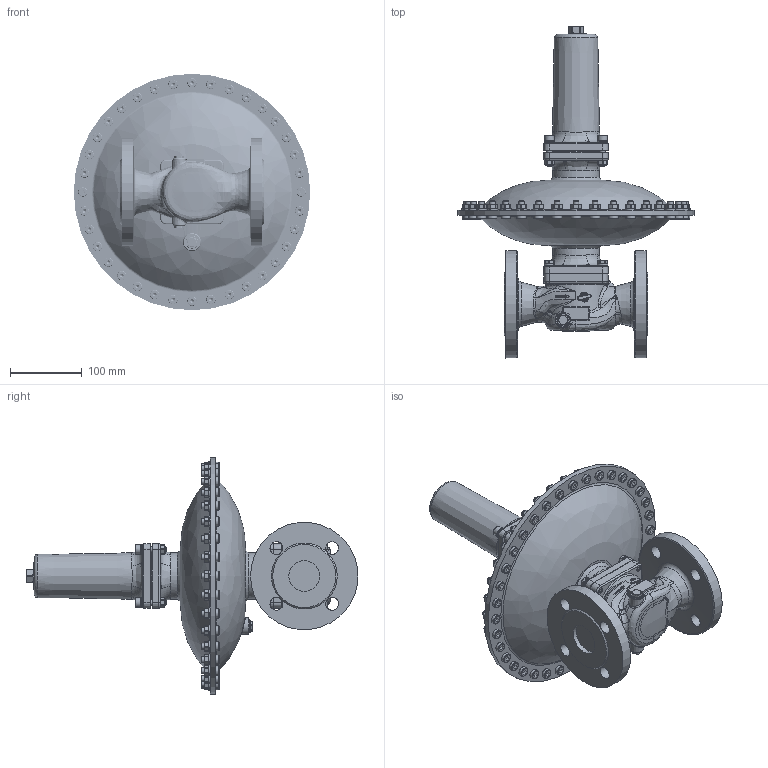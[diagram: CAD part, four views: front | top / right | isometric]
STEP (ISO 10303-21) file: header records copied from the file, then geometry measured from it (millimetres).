
FILE_DESCRIPTION(/* description */ (''),/* implementation_level */ '2;1');
FILE_NAME(/* name */ '084306-56380.stp',/* time_stamp */ '2023-12-12T09:33:23+01:00',/* author */ ('junkers'),/* organization */ (''),/* preprocessor_version */ 'ST-DEVELOPER v19.2',/* originating_system */ 'Autodesk Inventor 2023',/* authorisation */ '');
FILE_SCHEMA (('AUTOMOTIVE_DESIGN { 1 0 10303 214 3 1 1 }'));
Products named in the file (1): 084306-56380-step
Bounding box: 330 x 463.57 x 330 mm (x, y, z)
Volume: 6135180.9 mm3; surface area: 459854.2 mm2
Topology: 1 solids, 2 shells, 3245 faces, 8657 edges, 5523 vertices
Faces by surface type: plane 1128, cylinder 860, cone 750, bspline 361, torus 141, sphere 5
Full cylindrical faces by diameter (mm): 3 x1, 6.647 x4, 8 x82, 8.5 x12, 9 x72, 10 x4, 10.106 x1, 13 x40, 18 x11, 20 x1, 23 x1, 43.1 x2, 83.4 x3, 150 x2, 330 x1
Entity records: 135536 total; most frequent: CARTESIAN_POINT 60167, ORIENTED_EDGE 17284, DIRECTION 14605, EDGE_CURVE 8642, AXIS2_PLACEMENT_3D 6168, VERTEX_POINT 5523, EDGE_LOOP 3561, FACE_OUTER_BOUND 3245
